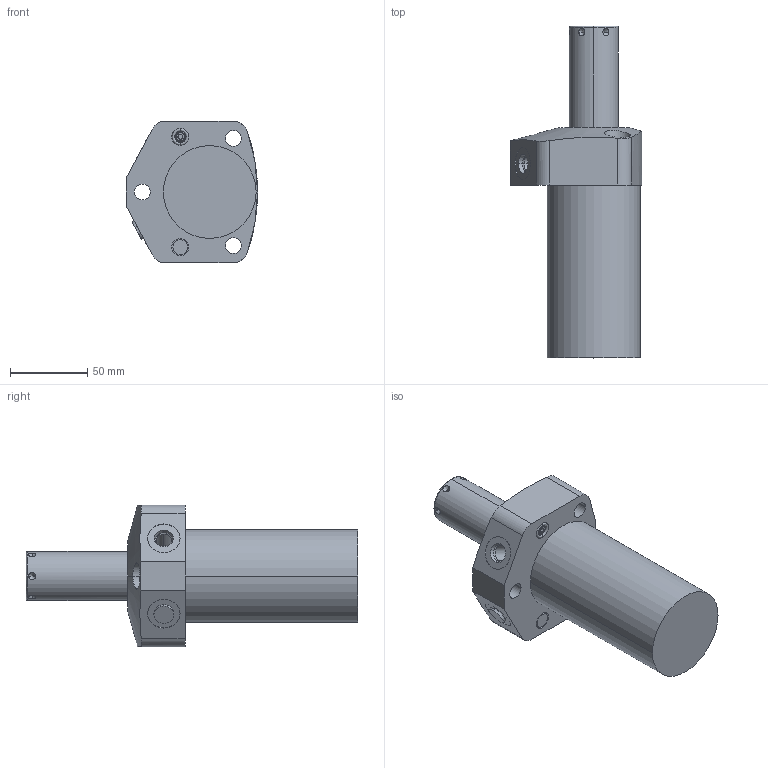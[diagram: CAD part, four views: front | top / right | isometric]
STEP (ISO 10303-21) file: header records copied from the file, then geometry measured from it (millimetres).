
FILE_DESCRIPTION((''),'2;1');
FILE_NAME('ILC14611802S','2018-02-23T',('jdw'),(''),'PRO/ENGINEER BY PARAMETRIC TECHNOLOGY CORPORATION, 2013320','PRO/ENGINEER BY PARAMETRIC TECHNOLOGY CORPORATION, 2013320','');
FILE_SCHEMA(('AUTOMOTIVE_DESIGN { 1 0 10303 214 1 1 1 1 }'));
Length unit declared in the file: inch
Products named in the file (1): ILC14611802S
Bounding box: 84.91 x 214.96 x 91.64 mm (x, y, z)
Volume: 580746 mm3; surface area: 58288.5 mm2
Topology: 1 solids, 4 shells, 121 faces, 269 edges, 165 vertices
Faces by surface type: cylinder 53, cone 32, plane 30, torus 6
Entity records: 4685 total; most frequent: CARTESIAN_POINT 849, DIRECTION 598, ORIENTED_EDGE 506, PRESENTATION_STYLE_ASSIGNMENT 275, STYLED_ITEM 257, CURVE_STYLE 255, EDGE_CURVE 255, AXIS2_PLACEMENT_3D 251
